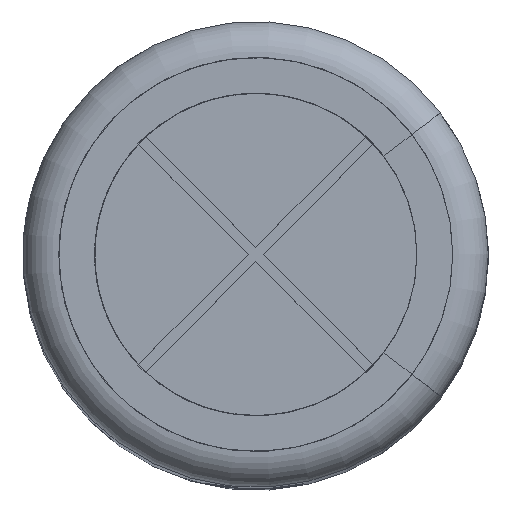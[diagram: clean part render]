
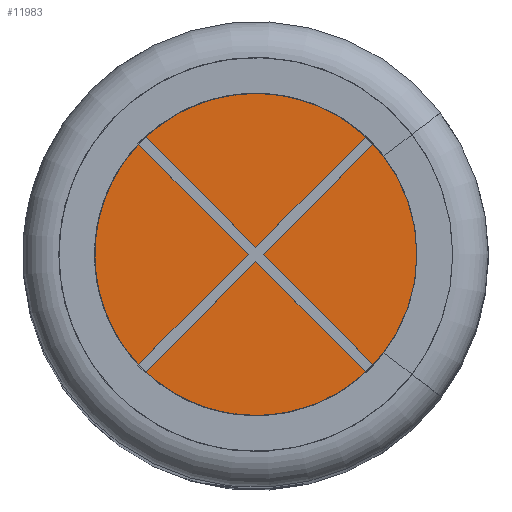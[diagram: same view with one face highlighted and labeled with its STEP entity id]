
A CAD part, top view. The second image highlights one B-rep face of the part: STEP entity #11983.
In plain terms, the highlighted planar face has unit normal (0, 0, 1).
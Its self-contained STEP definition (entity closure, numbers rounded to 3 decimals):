
#585=CIRCLE('',#12517,5.5);
#990=ORIENTED_EDGE('',*,*,#3455,.T.);
#991=ORIENTED_EDGE('',*,*,#3478,.T.);
#992=ORIENTED_EDGE('',*,*,#3476,.T.);
#993=ORIENTED_EDGE('',*,*,#3474,.T.);
#994=ORIENTED_EDGE('',*,*,#3472,.T.);
#995=ORIENTED_EDGE('',*,*,#3470,.T.);
#996=ORIENTED_EDGE('',*,*,#3468,.T.);
#997=ORIENTED_EDGE('',*,*,#3466,.T.);
#998=ORIENTED_EDGE('',*,*,#3464,.T.);
#999=ORIENTED_EDGE('',*,*,#3462,.T.);
#1000=ORIENTED_EDGE('',*,*,#3460,.T.);
#1001=ORIENTED_EDGE('',*,*,#3458,.T.);
#1002=ORIENTED_EDGE('',*,*,#3488,.F.);
#3455=EDGE_CURVE('',#4722,#4723,#5587,.T.);
#3458=EDGE_CURVE('',#4724,#4722,#5590,.T.);
#3460=EDGE_CURVE('',#4725,#4724,#5592,.T.);
#3462=EDGE_CURVE('',#4726,#4725,#5594,.T.);
#3464=EDGE_CURVE('',#4727,#4726,#5596,.T.);
#3466=EDGE_CURVE('',#4728,#4727,#5598,.T.);
#3468=EDGE_CURVE('',#4729,#4728,#5600,.T.);
#3470=EDGE_CURVE('',#4730,#4729,#5602,.T.);
#3472=EDGE_CURVE('',#4731,#4730,#5604,.T.);
#3474=EDGE_CURVE('',#4732,#4731,#5606,.T.);
#3476=EDGE_CURVE('',#4733,#4732,#5608,.T.);
#3478=EDGE_CURVE('',#4723,#4733,#5610,.T.);
#3488=EDGE_CURVE('',#4743,#4743,#585,.T.);
#4722=VERTEX_POINT('',#15383);
#4723=VERTEX_POINT('',#15384);
#4724=VERTEX_POINT('',#15389);
#4725=VERTEX_POINT('',#15393);
#4726=VERTEX_POINT('',#15397);
#4727=VERTEX_POINT('',#15401);
#4728=VERTEX_POINT('',#15405);
#4729=VERTEX_POINT('',#15409);
#4730=VERTEX_POINT('',#15413);
#4731=VERTEX_POINT('',#15417);
#4732=VERTEX_POINT('',#15421);
#4733=VERTEX_POINT('',#15425);
#4743=VERTEX_POINT('',#15457);
#5587=LINE('',#15382,#6180);
#5590=LINE('',#15388,#6183);
#5592=LINE('',#15392,#6185);
#5594=LINE('',#15396,#6187);
#5596=LINE('',#15400,#6189);
#5598=LINE('',#15404,#6191);
#5600=LINE('',#15408,#6193);
#5602=LINE('',#15412,#6195);
#5604=LINE('',#15416,#6197);
#5606=LINE('',#15420,#6199);
#5608=LINE('',#15424,#6201);
#5610=LINE('',#15428,#6203);
#6180=VECTOR('',#13262,1000.);
#6183=VECTOR('',#13267,1000.);
#6185=VECTOR('',#13271,1000.);
#6187=VECTOR('',#13275,1000.);
#6189=VECTOR('',#13279,1000.);
#6191=VECTOR('',#13283,1000.);
#6193=VECTOR('',#13287,1000.);
#6195=VECTOR('',#13291,1000.);
#6197=VECTOR('',#13295,1000.);
#6199=VECTOR('',#13299,1000.);
#6201=VECTOR('',#13303,1000.);
#6203=VECTOR('',#13307,1000.);
#6795=EDGE_LOOP('',(#990,#991,#992,#993,#994,#995,#996,#997,#998,#999,#1000,
#1001));
#6796=EDGE_LOOP('',(#1002));
#7425=FACE_BOUND('',#6795,.T.);
#7426=FACE_BOUND('',#6796,.T.);
#8035=PLANE('',#12521);
#11983=ADVANCED_FACE('',(#7425,#7426),#8035,.T.);
#12517=AXIS2_PLACEMENT_3D('',#15456,#13344,#13345);
#12521=AXIS2_PLACEMENT_3D('',#15462,#13352,#13353);
#13262=DIRECTION('',(0.707,0.707,0.));
#13267=DIRECTION('',(-0.707,0.707,0.));
#13271=DIRECTION('',(0.707,0.707,0.));
#13275=DIRECTION('',(-0.707,0.707,0.));
#13279=DIRECTION('',(-0.707,-0.707,0.));
#13283=DIRECTION('',(-0.707,0.707,0.));
#13287=DIRECTION('',(-0.707,-0.707,0.));
#13291=DIRECTION('',(0.707,-0.707,0.));
#13295=DIRECTION('',(-0.707,-0.707,0.));
#13299=DIRECTION('',(0.707,-0.707,0.));
#13303=DIRECTION('',(0.707,0.707,0.));
#13307=DIRECTION('',(0.707,-0.707,0.));
#13344=DIRECTION('',(0.,0.,-1.));
#13345=DIRECTION('',(-1.,0.,0.));
#13352=DIRECTION('',(0.,0.,1.));
#13353=DIRECTION('',(1.,0.,0.));
#15382=CARTESIAN_POINT('',(-3.088,3.292,49.78));
#15383=CARTESIAN_POINT('',(-3.292,3.088,49.78));
#15384=CARTESIAN_POINT('',(-3.088,3.292,49.78));
#15388=CARTESIAN_POINT('',(-0.204,0.,49.78));
#15389=CARTESIAN_POINT('',(-0.204,0.,49.78));
#15392=CARTESIAN_POINT('',(-0.204,0.,49.78));
#15393=CARTESIAN_POINT('',(-3.292,-3.088,49.78));
#15396=CARTESIAN_POINT('',(-3.088,-3.292,49.78));
#15397=CARTESIAN_POINT('',(-3.088,-3.292,49.78));
#15400=CARTESIAN_POINT('',(0.,-0.204,49.78));
#15401=CARTESIAN_POINT('',(0.,-0.204,49.78));
#15404=CARTESIAN_POINT('',(0.,-0.204,49.78));
#15405=CARTESIAN_POINT('',(3.088,-3.292,49.78));
#15408=CARTESIAN_POINT('',(3.292,-3.088,49.78));
#15409=CARTESIAN_POINT('',(3.292,-3.088,49.78));
#15412=CARTESIAN_POINT('',(0.204,0.,49.78));
#15413=CARTESIAN_POINT('',(0.204,0.,49.78));
#15416=CARTESIAN_POINT('',(0.204,0.,49.78));
#15417=CARTESIAN_POINT('',(3.292,3.088,49.78));
#15420=CARTESIAN_POINT('',(3.292,3.088,49.78));
#15421=CARTESIAN_POINT('',(3.088,3.292,49.78));
#15424=CARTESIAN_POINT('',(0.,0.204,49.78));
#15425=CARTESIAN_POINT('',(0.,0.204,49.78));
#15428=CARTESIAN_POINT('',(0.,0.204,49.78));
#15456=CARTESIAN_POINT('',(0.,0.,49.78));
#15457=CARTESIAN_POINT('',(-5.5,0.,49.78));
#15462=CARTESIAN_POINT('',(-5.5,0.,49.78));
